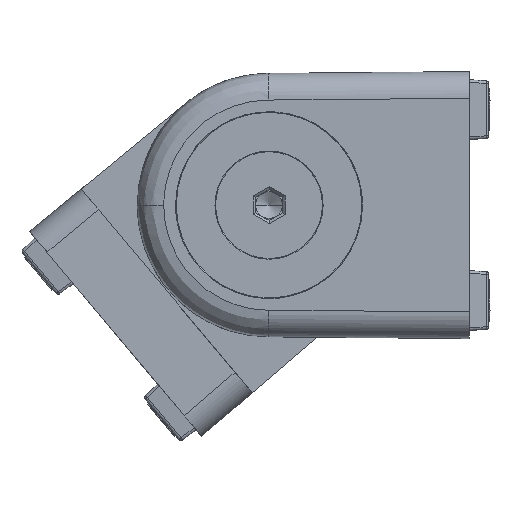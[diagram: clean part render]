
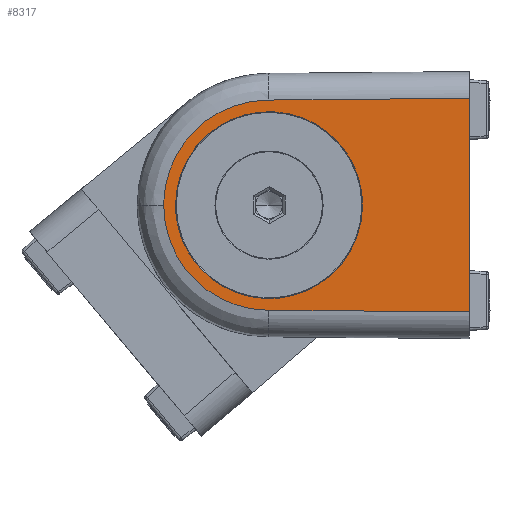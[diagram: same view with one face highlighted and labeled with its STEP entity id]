
A CAD part, left-side view. The second image highlights one B-rep face of the part: STEP entity #8317.
In plain terms, the highlighted planar face has unit normal (-1, 0.009, 0).
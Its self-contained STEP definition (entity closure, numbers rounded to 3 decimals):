
#276=(
BOUNDED_CURVE()
B_SPLINE_CURVE(3,(#15916,#15917,#15918,#15919),.UNSPECIFIED.,.F.,.F.)
B_SPLINE_CURVE_WITH_KNOTS((4,4),(4.711,6.283),
 .UNSPECIFIED.)
CURVE()
GEOMETRIC_REPRESENTATION_ITEM()
RATIONAL_B_SPLINE_CURVE((1.,0.804,0.804,1.))
REPRESENTATION_ITEM('')
);
#277=(
BOUNDED_CURVE()
B_SPLINE_CURVE(3,(#16028,#16029,#16030,#16031),.UNSPECIFIED.,.F.,.F.)
B_SPLINE_CURVE_WITH_KNOTS((4,4),(3.142,6.283),
 .UNSPECIFIED.)
CURVE()
GEOMETRIC_REPRESENTATION_ITEM()
RATIONAL_B_SPLINE_CURVE((1.,0.333,0.333,1.))
REPRESENTATION_ITEM('')
);
#283=(
BOUNDED_CURVE()
B_SPLINE_CURVE(3,(#16170,#16171,#16172,#16173),.UNSPECIFIED.,.F.,.F.)
B_SPLINE_CURVE_WITH_KNOTS((4,4),(0.,1.572),.UNSPECIFIED.)
CURVE()
GEOMETRIC_REPRESENTATION_ITEM()
RATIONAL_B_SPLINE_CURVE((1.,0.804,0.804,1.))
REPRESENTATION_ITEM('')
);
#284=(
BOUNDED_CURVE()
B_SPLINE_CURVE(3,(#16179,#16180,#16181,#16182),.UNSPECIFIED.,.F.,.F.)
B_SPLINE_CURVE_WITH_KNOTS((4,4),(0.,3.142),.UNSPECIFIED.)
CURVE()
GEOMETRIC_REPRESENTATION_ITEM()
RATIONAL_B_SPLINE_CURVE((1.,0.333,0.333,1.))
REPRESENTATION_ITEM('')
);
#318=FACE_BOUND('',#1583,.T.);
#604=PLANE('',#9062);
#1049=FACE_OUTER_BOUND('',#1582,.T.);
#1582=EDGE_LOOP('',(#7180,#7181,#7182,#7183,#7184));
#1583=EDGE_LOOP('',(#7185,#7186));
#2256=LINE('',#16175,#2938);
#2257=LINE('',#16177,#2939);
#2258=LINE('',#16178,#2940);
#2938=VECTOR('',#11035,15.01);
#2939=VECTOR('',#11036,16.);
#2940=VECTOR('',#11037,15.01);
#3972=VERTEX_POINT('',#15913);
#3973=VERTEX_POINT('',#15915);
#4008=VERTEX_POINT('',#16025);
#4009=VERTEX_POINT('',#16027);
#4049=VERTEX_POINT('',#16169);
#4050=VERTEX_POINT('',#16174);
#4051=VERTEX_POINT('',#16176);
#5034=EDGE_CURVE('',#3973,#3972,#276,.T.);
#5081=EDGE_CURVE('',#4009,#4008,#277,.T.);
#5130=EDGE_CURVE('',#3972,#4049,#283,.T.);
#5131=EDGE_CURVE('',#4049,#4050,#2256,.T.);
#5132=EDGE_CURVE('',#4050,#4051,#2257,.T.);
#5133=EDGE_CURVE('',#4051,#3973,#2258,.T.);
#5134=EDGE_CURVE('',#4008,#4009,#284,.T.);
#7180=ORIENTED_EDGE('',*,*,#5034,.T.);
#7181=ORIENTED_EDGE('',*,*,#5130,.T.);
#7182=ORIENTED_EDGE('',*,*,#5131,.T.);
#7183=ORIENTED_EDGE('',*,*,#5132,.T.);
#7184=ORIENTED_EDGE('',*,*,#5133,.T.);
#7185=ORIENTED_EDGE('',*,*,#5081,.T.);
#7186=ORIENTED_EDGE('',*,*,#5134,.T.);
#8317=ADVANCED_FACE('',(#1049,#318),#604,.T.);
#9062=AXIS2_PLACEMENT_3D('',#16168,#11033,#11034);
#11033=DIRECTION('center_axis',(-1.,0.009,
0.));
#11034=DIRECTION('ref_axis',(0.,0.,-1.));
#11035=DIRECTION('',(-0.009,-1.,-0.009));
#11036=DIRECTION('',(0.,0.,1.));
#11037=DIRECTION('',(0.009,1.,-0.009));
#15913=CARTESIAN_POINT('',(-9.8,22.887,0.));
#15915=CARTESIAN_POINT('',(-9.869,15.009,7.869));
#15916=CARTESIAN_POINT('Ctrl Pts',(-9.869,15.009,7.869));
#15917=CARTESIAN_POINT('Ctrl Pts',(-9.829,19.623,7.874));
#15918=CARTESIAN_POINT('Ctrl Pts',(-9.8,22.887,4.613));
#15919=CARTESIAN_POINT('Ctrl Pts',(-9.8,22.887,0.));
#16025=CARTESIAN_POINT('',(-9.93,8.,0.));
#16027=CARTESIAN_POINT('',(-9.808,22.,0.));
#16028=CARTESIAN_POINT('Ctrl Pts',(-9.808,22.,0.));
#16029=CARTESIAN_POINT('Ctrl Pts',(-9.808,22.,14.));
#16030=CARTESIAN_POINT('Ctrl Pts',(-9.93,8.,14.));
#16031=CARTESIAN_POINT('Ctrl Pts',(-9.93,8.,0.));
#16168=CARTESIAN_POINT('Origin',(-10.,0.,10.));
#16169=CARTESIAN_POINT('',(-9.869,15.009,-7.869));
#16170=CARTESIAN_POINT('Ctrl Pts',(-9.8,22.887,0.));
#16171=CARTESIAN_POINT('Ctrl Pts',(-9.8,22.887,-4.613));
#16172=CARTESIAN_POINT('Ctrl Pts',(-9.829,19.623,-7.874));
#16173=CARTESIAN_POINT('Ctrl Pts',(-9.869,15.009,-7.869));
#16174=CARTESIAN_POINT('',(-10.,0.,-8.));
#16175=CARTESIAN_POINT('',(-9.999,0.157,-7.999));
#16176=CARTESIAN_POINT('',(-10.,0.,8.));
#16177=CARTESIAN_POINT('',(-10.,0.,10.));
#16178=CARTESIAN_POINT('',(-10.,-0.017,8.));
#16179=CARTESIAN_POINT('Ctrl Pts',(-9.93,8.,0.));
#16180=CARTESIAN_POINT('Ctrl Pts',(-9.93,8.,-14.));
#16181=CARTESIAN_POINT('Ctrl Pts',(-9.808,22.,-14.));
#16182=CARTESIAN_POINT('Ctrl Pts',(-9.808,22.,0.));
